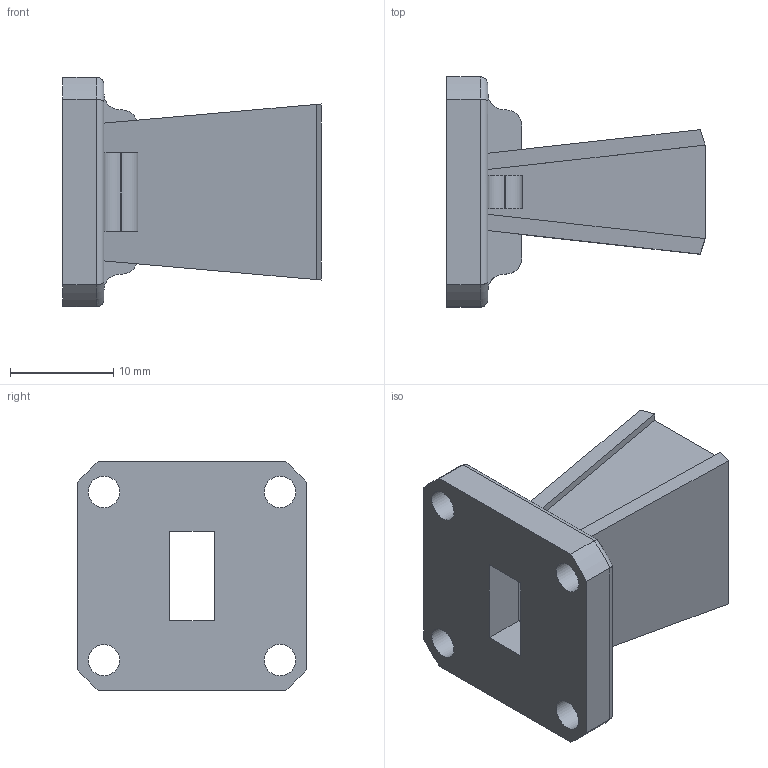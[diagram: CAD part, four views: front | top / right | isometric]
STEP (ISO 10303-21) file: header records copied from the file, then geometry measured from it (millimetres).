
FILE_DESCRIPTION (( 'STEP AP214' ), '1' );
FILE_NAME ('PE9851B-10_3D.STEP', '2021-01-05T21:19:59', ( '' ), ( '' ), 'SwSTEP 2.0', 'SolidWorks 2018', '' );
FILE_SCHEMA (( 'AUTOMOTIVE_DESIGN' ));
Length unit declared in the file: inch
Products named in the file (1): PE9851B-10_3D
Bounding box: 24.94 x 22.23 x 22.23 mm (x, y, z)
Volume: 3314.5 mm3; surface area: 3286.9 mm2
Topology: 1 solids, 1 shells, 70 faces, 184 edges, 116 vertices
Faces by surface type: plane 46, cylinder 20, torus 4
Full cylindrical faces by diameter (mm): 3.023 x1, 3.048 x3
Entity records: 2204 total; most frequent: CARTESIAN_POINT 423, ORIENTED_EDGE 360, DIRECTION 350, EDGE_CURVE 180, LINE 136, VECTOR 136, VERTEX_POINT 116, AXIS2_PLACEMENT_3D 107
